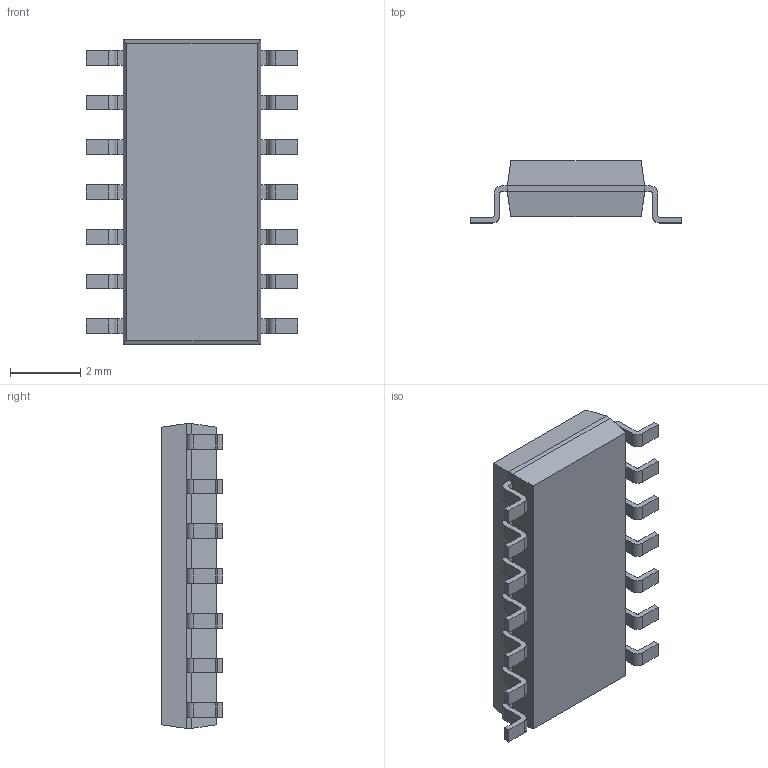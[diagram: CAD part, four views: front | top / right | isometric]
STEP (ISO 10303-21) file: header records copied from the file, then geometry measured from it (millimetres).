
FILE_DESCRIPTION (( 'STEP AP214' ), '1' );
FILE_NAME ('NE556D.STEP', '2020-12-18T11:46:46', ( '' ), ( '' ), 'SwSTEP 2.0', 'SolidWorks 2018', '' );
FILE_SCHEMA (( 'AUTOMOTIVE_DESIGN' ));
Length unit declared in the file: millimetre
Products named in the file (1): NE556D
Bounding box: 6 x 1.75 x 8.65 mm (x, y, z)
Volume: 53.1 mm3; surface area: 133.2 mm2
Topology: 15 solids, 15 shells, 210 faces, 532 edges, 352 vertices
Faces by surface type: plane 154, cylinder 56
Entity records: 6444 total; most frequent: CARTESIAN_POINT 1095, DIRECTION 1066, ORIENTED_EDGE 1064, EDGE_CURVE 532, LINE 420, VECTOR 420, VERTEX_POINT 352, AXIS2_PLACEMENT_3D 323
